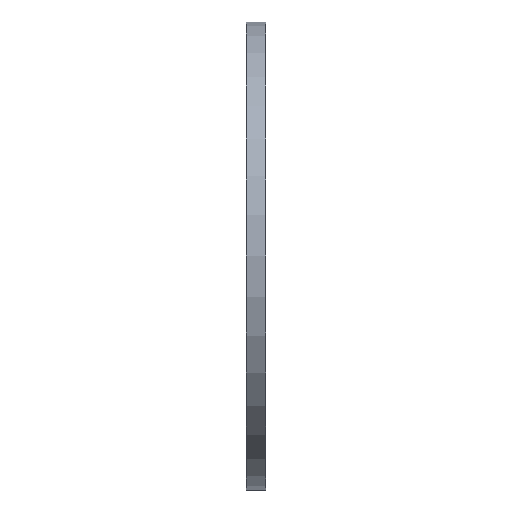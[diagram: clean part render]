
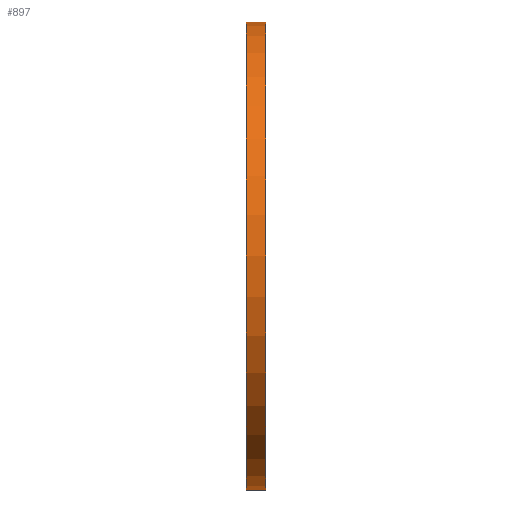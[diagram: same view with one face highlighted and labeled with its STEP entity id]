
A CAD part, left-side view. The second image highlights one B-rep face of the part: STEP entity #897.
In plain terms, the highlighted cylindrical face has radius 60 mm (diameter 120 mm), a partial arc.
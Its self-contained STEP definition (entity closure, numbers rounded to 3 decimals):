
#41 = AXIS2_PLACEMENT_3D ( 'NONE', #471, #403, #558 ) ;
#57 = CIRCLE ( 'NONE', #502, 60. ) ;
#82 = EDGE_CURVE ( 'NONE', #833, #527, #512, .T. ) ;
#117 = DIRECTION ( 'NONE',  ( 0., -1., 0. ) ) ;
#130 = CARTESIAN_POINT ( 'NONE',  ( 0., 5., -60. ) ) ;
#151 = CARTESIAN_POINT ( 'NONE',  ( 0., 5., 60. ) ) ;
#236 = VERTEX_POINT ( 'NONE', #151 ) ;
#250 = VERTEX_POINT ( 'NONE', #842 ) ;
#286 = LINE ( 'NONE', #498, #717 ) ;
#291 = EDGE_CURVE ( 'NONE', #833, #236, #865, .T. ) ;
#309 = ORIENTED_EDGE ( 'NONE', *, *, #82, .T. ) ;
#392 = ORIENTED_EDGE ( 'NONE', *, *, #291, .F. ) ;
#399 = VECTOR ( 'NONE', #750, 1000. ) ;
#403 = DIRECTION ( 'NONE',  ( 0., 1., 0. ) ) ;
#438 = DIRECTION ( 'NONE',  ( 0., 0., 1. ) ) ;
#445 = AXIS2_PLACEMENT_3D ( 'NONE', #449, #866, #939 ) ;
#449 = CARTESIAN_POINT ( 'NONE',  ( 0., 5., 0. ) ) ;
#471 = CARTESIAN_POINT ( 'NONE',  ( 0., 5., 0. ) ) ;
#498 = CARTESIAN_POINT ( 'NONE',  ( 0., 5., 60. ) ) ;
#502 = AXIS2_PLACEMENT_3D ( 'NONE', #812, #898, #438 ) ;
#512 = LINE ( 'NONE', #130, #399 ) ;
#521 = FACE_OUTER_BOUND ( 'NONE', #522, .T. ) ;
#522 = EDGE_LOOP ( 'NONE', ( #871, #392, #309, #734 ) ) ;
#527 = VERTEX_POINT ( 'NONE', #656 ) ;
#558 = DIRECTION ( 'NONE',  ( 0., 0., 1. ) ) ;
#656 = CARTESIAN_POINT ( 'NONE',  ( 0., 0., -60. ) ) ;
#717 = VECTOR ( 'NONE', #117, 1000. ) ;
#720 = EDGE_CURVE ( 'NONE', #527, #250, #57, .T. ) ;
#734 = ORIENTED_EDGE ( 'NONE', *, *, #720, .T. ) ;
#750 = DIRECTION ( 'NONE',  ( 0., -1., 0. ) ) ;
#761 = CARTESIAN_POINT ( 'NONE',  ( 0., 5., -60. ) ) ;
#762 = EDGE_CURVE ( 'NONE', #236, #250, #286, .T. ) ;
#812 = CARTESIAN_POINT ( 'NONE',  ( 0., 0., 0. ) ) ;
#833 = VERTEX_POINT ( 'NONE', #761 ) ;
#835 = CYLINDRICAL_SURFACE ( 'NONE', #445, 60. ) ;
#842 = CARTESIAN_POINT ( 'NONE',  ( 0., 0., 60. ) ) ;
#865 = CIRCLE ( 'NONE', #41, 60. ) ;
#866 = DIRECTION ( 'NONE',  ( 0., -1., 0. ) ) ;
#871 = ORIENTED_EDGE ( 'NONE', *, *, #762, .F. ) ;
#897 = ADVANCED_FACE ( 'NONE', ( #521 ), #835, .T. ) ;
#898 = DIRECTION ( 'NONE',  ( 0., 1., 0. ) ) ;
#939 = DIRECTION ( 'NONE',  ( 0., 0., -1. ) ) ;
